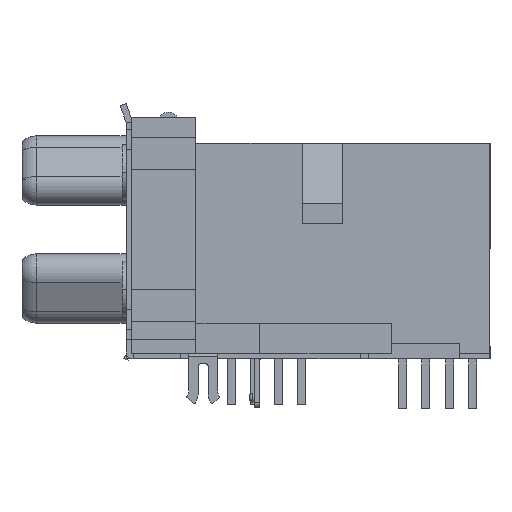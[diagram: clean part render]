
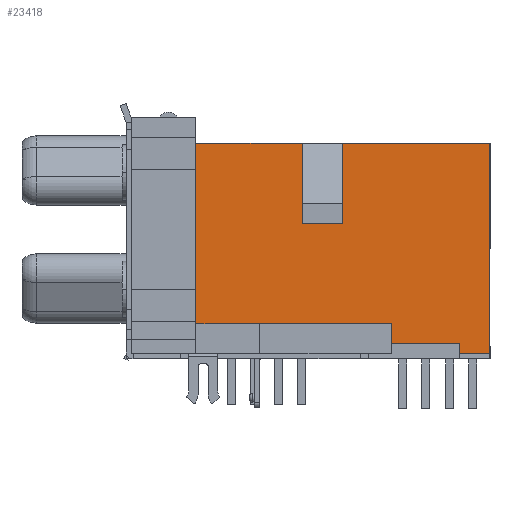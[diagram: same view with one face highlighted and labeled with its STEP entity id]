
A CAD part, left-side view. The second image highlights one B-rep face of the part: STEP entity #23418.
In plain terms, the highlighted planar face has unit normal (-1, 0, 0).
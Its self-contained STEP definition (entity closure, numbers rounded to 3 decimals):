
#20971=CARTESIAN_POINT('',(-16.1,-6.89,10.78));
#20972=VERTEX_POINT('',#20971);
#20979=CARTESIAN_POINT('',(-16.1,-6.89,0.25));
#20980=VERTEX_POINT('',#20979);
#20981=CARTESIAN_POINT('',(-16.1,-6.89,0.25));
#20982=DIRECTION('',(0.0,0.0,1.0));
#20983=VECTOR('',#20982,10.53);
#20984=LINE('',#20981,#20983);
#20985=EDGE_CURVE('',#20980,#20972,#20984,.T.);
#22308=CARTESIAN_POINT('',(-16.1,-5.39,0.25));
#22309=VERTEX_POINT('',#22308);
#22325=CARTESIAN_POINT('',(-16.1,-6.89,0.25));
#22326=DIRECTION('',(0.0,1.0,0.0));
#22327=VECTOR('',#22326,1.5);
#22328=LINE('',#22325,#22327);
#22329=EDGE_CURVE('',#20980,#22309,#22328,.T.);
#23035=CARTESIAN_POINT('',(-16.1,0.503,0.75));
#23036=VERTEX_POINT('',#23035);
#23037=CARTESIAN_POINT('',(-16.1,5.071,0.75));
#23038=VERTEX_POINT('',#23037);
#23039=CARTESIAN_POINT('',(-16.1,0.503,0.75));
#23040=DIRECTION('',(0.0,1.0,0.0));
#23041=VECTOR('',#23040,4.568);
#23042=LINE('',#23039,#23041);
#23043=EDGE_CURVE('',#23036,#23038,#23042,.T.);
#23093=CARTESIAN_POINT('',(-16.1,-5.39,0.75));
#23094=VERTEX_POINT('',#23093);
#23101=CARTESIAN_POINT('',(-16.1,-0.799,0.75));
#23102=VERTEX_POINT('',#23101);
#23103=CARTESIAN_POINT('',(-16.1,-5.39,0.75));
#23104=DIRECTION('',(0.0,1.0,0.0));
#23105=VECTOR('',#23104,4.591);
#23106=LINE('',#23103,#23105);
#23107=EDGE_CURVE('',#23094,#23102,#23106,.T.);
#23306=CARTESIAN_POINT('',(-16.1,0.503,0.5));
#23307=VERTEX_POINT('',#23306);
#23314=CARTESIAN_POINT('',(-16.1,0.503,0.75));
#23315=DIRECTION('',(0.0,0.0,-1.0));
#23316=VECTOR('',#23315,0.25);
#23317=LINE('',#23314,#23316);
#23318=EDGE_CURVE('',#23036,#23307,#23317,.T.);
#23324=CARTESIAN_POINT('',(-16.1,-7.625,-0.277));
#23325=DIRECTION('',(1.0,0.0,0.0));
#23326=DIRECTION('',(0.0,1.0,0.0));
#23327=AXIS2_PLACEMENT_3D('',#23324,#23325,#23326);
#23328=PLANE('',#23327);
#23329=CARTESIAN_POINT('',(-16.1,-5.39,0.25));
#23330=DIRECTION('',(0.0,0.0,1.0));
#23331=VECTOR('',#23330,0.5);
#23332=LINE('',#23329,#23331);
#23333=EDGE_CURVE('',#22309,#23094,#23332,.T.);
#23334=ORIENTED_EDGE('',*,*,#23333,.F.);
#23335=ORIENTED_EDGE('',*,*,#22329,.F.);
#23336=ORIENTED_EDGE('',*,*,#20985,.T.);
#23337=CARTESIAN_POINT('',(-16.1,0.5,10.78));
#23338=VERTEX_POINT('',#23337);
#23339=CARTESIAN_POINT('',(-16.1,-6.89,10.78));
#23340=DIRECTION('',(0.0,1.0,0.0));
#23341=VECTOR('',#23340,7.39);
#23342=LINE('',#23339,#23341);
#23343=EDGE_CURVE('',#20972,#23338,#23342,.T.);
#23344=ORIENTED_EDGE('',*,*,#23343,.T.);
#23345=CARTESIAN_POINT('',(-16.1,0.5,6.78));
#23346=VERTEX_POINT('',#23345);
#23347=CARTESIAN_POINT('',(-16.1,0.5,10.78));
#23348=DIRECTION('',(0.0,0.0,-1.0));
#23349=VECTOR('',#23348,4.0);
#23350=LINE('',#23347,#23349);
#23351=EDGE_CURVE('',#23338,#23346,#23350,.T.);
#23352=ORIENTED_EDGE('',*,*,#23351,.T.);
#23353=CARTESIAN_POINT('',(-16.1,2.5,6.78));
#23354=VERTEX_POINT('',#23353);
#23355=CARTESIAN_POINT('',(-16.1,2.5,6.78));
#23356=DIRECTION('',(0.0,-1.0,0.0));
#23357=VECTOR('',#23356,2.0);
#23358=LINE('',#23355,#23357);
#23359=EDGE_CURVE('',#23354,#23346,#23358,.T.);
#23360=ORIENTED_EDGE('',*,*,#23359,.F.);
#23361=CARTESIAN_POINT('',(-16.1,2.5,10.78));
#23362=VERTEX_POINT('',#23361);
#23363=CARTESIAN_POINT('',(-16.1,2.5,6.78));
#23364=DIRECTION('',(0.0,0.0,1.0));
#23365=VECTOR('',#23364,4.0);
#23366=LINE('',#23363,#23365);
#23367=EDGE_CURVE('',#23354,#23362,#23366,.T.);
#23368=ORIENTED_EDGE('',*,*,#23367,.T.);
#23369=CARTESIAN_POINT('',(-16.1,7.81,10.78));
#23370=VERTEX_POINT('',#23369);
#23371=CARTESIAN_POINT('',(-16.1,2.5,10.78));
#23372=DIRECTION('',(0.0,1.0,0.0));
#23373=VECTOR('',#23372,5.31);
#23374=LINE('',#23371,#23373);
#23375=EDGE_CURVE('',#23362,#23370,#23374,.T.);
#23376=ORIENTED_EDGE('',*,*,#23375,.T.);
#23377=CARTESIAN_POINT('',(-16.1,7.81,1.75));
#23378=VERTEX_POINT('',#23377);
#23379=CARTESIAN_POINT('',(-16.1,7.81,10.78));
#23380=DIRECTION('',(0.0,0.0,-1.0));
#23381=VECTOR('',#23380,9.03);
#23382=LINE('',#23379,#23381);
#23383=EDGE_CURVE('',#23370,#23378,#23382,.T.);
#23384=ORIENTED_EDGE('',*,*,#23383,.T.);
#23385=CARTESIAN_POINT('',(-16.1,5.071,1.75));
#23386=VERTEX_POINT('',#23385);
#23387=CARTESIAN_POINT('',(-16.1,7.81,1.75));
#23388=DIRECTION('',(0.0,-1.0,0.0));
#23389=VECTOR('',#23388,2.739);
#23390=LINE('',#23387,#23389);
#23391=EDGE_CURVE('',#23378,#23386,#23390,.T.);
#23392=ORIENTED_EDGE('',*,*,#23391,.T.);
#23393=CARTESIAN_POINT('',(-16.1,5.071,1.75));
#23394=DIRECTION('',(0.0,0.0,-1.0));
#23395=VECTOR('',#23394,1.0);
#23396=LINE('',#23393,#23395);
#23397=EDGE_CURVE('',#23386,#23038,#23396,.T.);
#23398=ORIENTED_EDGE('',*,*,#23397,.T.);
#23399=ORIENTED_EDGE('',*,*,#23043,.F.);
#23400=ORIENTED_EDGE('',*,*,#23318,.T.);
#23401=CARTESIAN_POINT('',(-16.1,-0.799,0.5));
#23402=VERTEX_POINT('',#23401);
#23403=CARTESIAN_POINT('',(-16.1,-0.799,0.5));
#23404=DIRECTION('',(0.0,1.0,0.0));
#23405=VECTOR('',#23404,1.302);
#23406=LINE('',#23403,#23405);
#23407=EDGE_CURVE('',#23402,#23307,#23406,.T.);
#23408=ORIENTED_EDGE('',*,*,#23407,.F.);
#23409=CARTESIAN_POINT('',(-16.1,-0.799,0.75));
#23410=DIRECTION('',(0.0,0.0,-1.0));
#23411=VECTOR('',#23410,0.25);
#23412=LINE('',#23409,#23411);
#23413=EDGE_CURVE('',#23102,#23402,#23412,.T.);
#23414=ORIENTED_EDGE('',*,*,#23413,.F.);
#23415=ORIENTED_EDGE('',*,*,#23107,.F.);
#23416=EDGE_LOOP('',(#23334,#23335,#23336,#23344,#23352,#23360,#23368,#23376,#23384,#23392,#23398,#23399,#23400,#23408,#23414,#23415));
#23417=FACE_OUTER_BOUND('',#23416,.T.);
#23418=ADVANCED_FACE('',(#23417),#23328,.F.);
